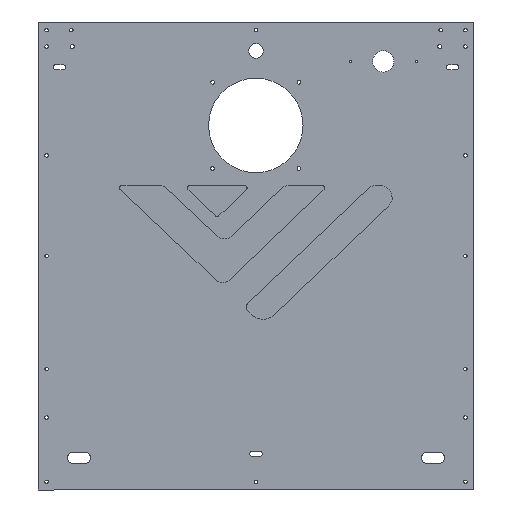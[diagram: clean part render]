
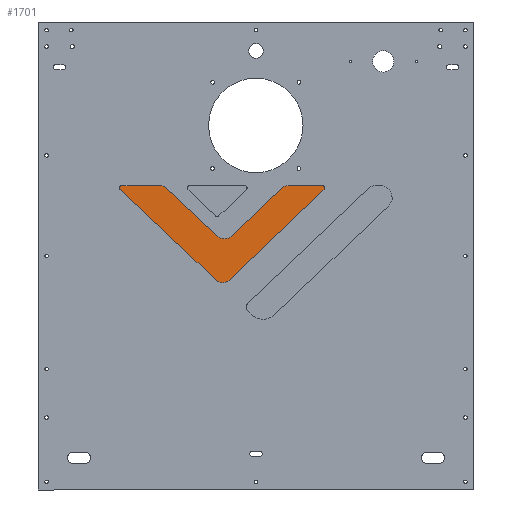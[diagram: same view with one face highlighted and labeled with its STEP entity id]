
A CAD part, front view. The second image highlights one B-rep face of the part: STEP entity #1701.
In plain terms, the highlighted planar face has unit normal (0, -1, 0).
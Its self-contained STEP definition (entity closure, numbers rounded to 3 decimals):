
#107=PLANE('',#1896);
#171=FACE_OUTER_BOUND('',#326,.T.);
#326=EDGE_LOOP('',(#1449,#1450,#1451,#1452,#1453,#1454,#1455,#1456,#1457,
#1458,#1459,#1460));
#438=LINE('',#2791,#571);
#442=LINE('',#2800,#575);
#445=LINE('',#2808,#578);
#448=LINE('',#2816,#581);
#451=LINE('',#2824,#584);
#454=LINE('',#2832,#587);
#571=VECTOR('',#2277,10.);
#575=VECTOR('',#2287,10.);
#578=VECTOR('',#2296,10.);
#581=VECTOR('',#2305,10.);
#584=VECTOR('',#2314,10.);
#587=VECTOR('',#2323,10.);
#717=CIRCLE('',#1880,11.568);
#718=CIRCLE('',#1883,11.568);
#719=CIRCLE('',#1886,2.892);
#720=CIRCLE('',#1889,11.568);
#721=CIRCLE('',#1892,2.892);
#722=CIRCLE('',#1895,11.568);
#862=VERTEX_POINT('',#2788);
#863=VERTEX_POINT('',#2790);
#864=VERTEX_POINT('',#2794);
#865=VERTEX_POINT('',#2798);
#866=VERTEX_POINT('',#2802);
#867=VERTEX_POINT('',#2806);
#868=VERTEX_POINT('',#2810);
#869=VERTEX_POINT('',#2814);
#870=VERTEX_POINT('',#2818);
#871=VERTEX_POINT('',#2822);
#872=VERTEX_POINT('',#2826);
#873=VERTEX_POINT('',#2830);
#1057=EDGE_CURVE('',#862,#863,#438,.F.);
#1060=EDGE_CURVE('',#864,#862,#717,.F.);
#1062=EDGE_CURVE('',#865,#864,#442,.F.);
#1064=EDGE_CURVE('',#866,#865,#718,.F.);
#1066=EDGE_CURVE('',#867,#866,#445,.F.);
#1068=EDGE_CURVE('',#868,#867,#719,.F.);
#1070=EDGE_CURVE('',#869,#868,#448,.F.);
#1072=EDGE_CURVE('',#870,#869,#720,.F.);
#1074=EDGE_CURVE('',#871,#870,#451,.F.);
#1076=EDGE_CURVE('',#872,#871,#721,.F.);
#1078=EDGE_CURVE('',#873,#872,#454,.F.);
#1079=EDGE_CURVE('',#863,#873,#722,.F.);
#1449=ORIENTED_EDGE('',*,*,#1079,.F.);
#1450=ORIENTED_EDGE('',*,*,#1057,.F.);
#1451=ORIENTED_EDGE('',*,*,#1060,.F.);
#1452=ORIENTED_EDGE('',*,*,#1062,.F.);
#1453=ORIENTED_EDGE('',*,*,#1064,.F.);
#1454=ORIENTED_EDGE('',*,*,#1066,.F.);
#1455=ORIENTED_EDGE('',*,*,#1068,.F.);
#1456=ORIENTED_EDGE('',*,*,#1070,.F.);
#1457=ORIENTED_EDGE('',*,*,#1072,.F.);
#1458=ORIENTED_EDGE('',*,*,#1074,.F.);
#1459=ORIENTED_EDGE('',*,*,#1076,.F.);
#1460=ORIENTED_EDGE('',*,*,#1078,.F.);
#1701=ADVANCED_FACE('',(#171),#107,.T.);
#1880=AXIS2_PLACEMENT_3D('',#2796,#2282,#2283);
#1883=AXIS2_PLACEMENT_3D('',#2804,#2291,#2292);
#1886=AXIS2_PLACEMENT_3D('',#2812,#2300,#2301);
#1889=AXIS2_PLACEMENT_3D('',#2820,#2309,#2310);
#1892=AXIS2_PLACEMENT_3D('',#2828,#2318,#2319);
#1895=AXIS2_PLACEMENT_3D('',#2834,#2326,#2327);
#1896=AXIS2_PLACEMENT_3D('',#2835,#2328,#2329);
#2277=DIRECTION('',(-0.724,0.,-0.69));
#2282=DIRECTION('center_axis',(0.,1.,0.));
#2283=DIRECTION('ref_axis',(-0.686,0.,-0.728));
#2287=DIRECTION('',(-0.728,0.,0.686));
#2291=DIRECTION('center_axis',(0.,-1.,0.));
#2292=DIRECTION('ref_axis',(0.,0.,
1.));
#2296=DIRECTION('',(-1.,0.,0.));
#2300=DIRECTION('center_axis',(0.,-1.,0.));
#2301=DIRECTION('ref_axis',(-0.686,0.,-0.728));
#2305=DIRECTION('',(0.728,0.,-0.686));
#2309=DIRECTION('center_axis',(0.,-1.,0.));
#2310=DIRECTION('ref_axis',(0.69,0.,-0.724));
#2314=DIRECTION('',(0.724,0.,0.69));
#2318=DIRECTION('center_axis',(0.,-1.,0.));
#2319=DIRECTION('ref_axis',(0.,0.,1.));
#2323=DIRECTION('',(-1.,0.,0.));
#2326=DIRECTION('center_axis',(0.,-1.,0.));
#2327=DIRECTION('ref_axis',(-0.69,0.,0.724));
#2328=DIRECTION('center_axis',(0.,-1.,0.));
#2329=DIRECTION('ref_axis',(-1.,0.,0.));
#2788=CARTESIAN_POINT('',(-30.426,305.3,-206.066));
#2790=CARTESIAN_POINT('',(31.014,305.3,-147.531));
#2791=CARTESIAN_POINT('',(-27.398,305.3,-203.181));
#2794=CARTESIAN_POINT('',(-46.34,305.3,-206.109));
#2796=CARTESIAN_POINT('Origin',(-38.405,305.3,-197.69));
#2798=CARTESIAN_POINT('',(-108.541,305.3,-147.487));
#2800=CARTESIAN_POINT('',(-60.33,305.3,-192.923));
#2802=CARTESIAN_POINT('',(-116.475,305.3,-144.338));
#2804=CARTESIAN_POINT('Origin',(-116.475,305.3,-155.906));
#2806=CARTESIAN_POINT('',(-163.26,305.3,-144.338));
#2808=CARTESIAN_POINT('',(-81.72,305.3,-144.338));
#2810=CARTESIAN_POINT('',(-165.244,305.3,-149.335));
#2812=CARTESIAN_POINT('Origin',(-163.26,305.3,-147.23));
#2814=CARTESIAN_POINT('',(-48.521,305.3,-259.34));
#2816=CARTESIAN_POINT('',(-44.118,305.3,-263.49));
#2818=CARTESIAN_POINT('',(-32.607,305.3,-259.297));
#2820=CARTESIAN_POINT('Origin',(-40.586,305.3,-250.921));
#2822=CARTESIAN_POINT('',(82.823,305.3,-149.324));
#2824=CARTESIAN_POINT('',(41.999,305.3,-188.218));
#2826=CARTESIAN_POINT('',(80.828,305.3,-144.338));
#2828=CARTESIAN_POINT('Origin',(80.828,305.3,-147.23));
#2830=CARTESIAN_POINT('',(38.993,305.3,-144.338));
#2832=CARTESIAN_POINT('',(19.407,305.3,-144.338));
#2834=CARTESIAN_POINT('Origin',(38.993,305.3,-155.906));
#2835=CARTESIAN_POINT('Origin',(-0.179,305.3,-225.69));
